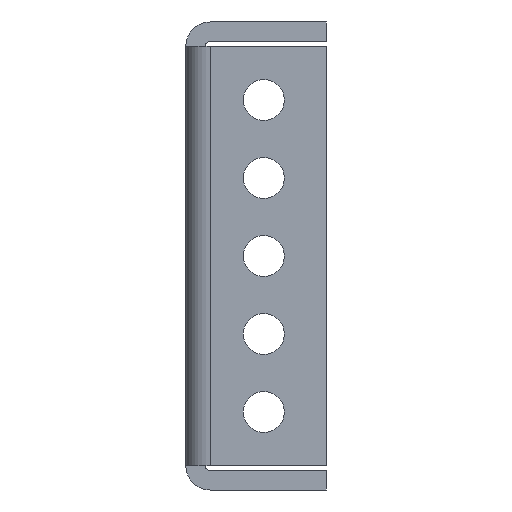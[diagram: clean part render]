
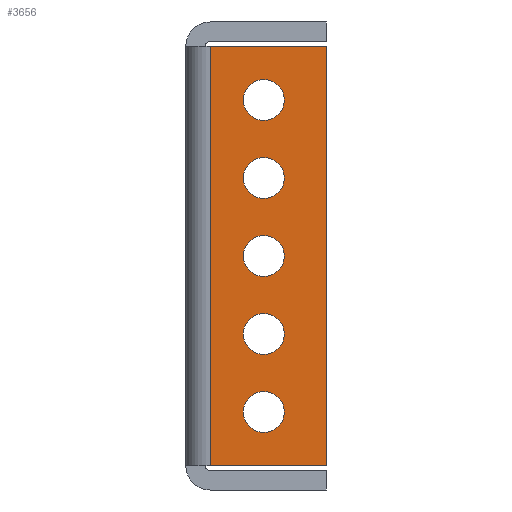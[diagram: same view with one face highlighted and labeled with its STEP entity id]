
A CAD part, left-side view. The second image highlights one B-rep face of the part: STEP entity #3656.
In plain terms, the highlighted planar face has unit normal (-1, 0, 0).
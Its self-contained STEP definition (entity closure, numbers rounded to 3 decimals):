
#56 = CARTESIAN_POINT ( 'NONE',  ( -59.754, -8., -11.4 ) ) ;
#57 = CIRCLE ( 'NONE', #1557, 2.1 ) ;
#78 = DIRECTION ( 'NONE',  ( -1., 0., 0. ) ) ;
#207 = CARTESIAN_POINT ( 'NONE',  ( -59.754, -8., -35.4 ) ) ;
#240 = DIRECTION ( 'NONE',  ( 0., 0., 1. ) ) ;
#256 = CARTESIAN_POINT ( 'NONE',  ( -59.754, 0., 0. ) ) ;
#292 = EDGE_CURVE ( 'NONE', #1779, #755, #1147, .T. ) ;
#312 = CARTESIAN_POINT ( 'NONE',  ( -59.754, -8., -29.5 ) ) ;
#313 = LINE ( 'NONE', #4211, #3396 ) ;
#339 = DIRECTION ( 'NONE',  ( 0., 0., 1. ) ) ;
#477 = CARTESIAN_POINT ( 'NONE',  ( -59.754, -8., -23.6 ) ) ;
#572 = FACE_BOUND ( 'NONE', #1041, .T. ) ;
#578 = ORIENTED_EDGE ( 'NONE', *, *, #1602, .F. ) ;
#597 = CIRCLE ( 'NONE', #3524, 2.1 ) ;
#603 = EDGE_LOOP ( 'NONE', ( #1513, #2502 ) ) ;
#605 = ORIENTED_EDGE ( 'NONE', *, *, #737, .F. ) ;
#673 = EDGE_CURVE ( 'NONE', #2185, #783, #1386, .T. ) ;
#703 = VERTEX_POINT ( 'NONE', #3702 ) ;
#719 = CARTESIAN_POINT ( 'NONE',  ( -59.754, -8., -29.5 ) ) ;
#737 = EDGE_CURVE ( 'NONE', #755, #1779, #597, .T. ) ;
#746 = EDGE_CURVE ( 'NONE', #1688, #703, #2641, .T. ) ;
#755 = VERTEX_POINT ( 'NONE', #56 ) ;
#783 = VERTEX_POINT ( 'NONE', #207 ) ;
#809 = VECTOR ( 'NONE', #339, 1000. ) ;
#819 = DIRECTION ( 'NONE',  ( -1., 0., 0. ) ) ;
#894 = FACE_BOUND ( 'NONE', #2989, .T. ) ;
#895 = CARTESIAN_POINT ( 'NONE',  ( -59.754, -2.5, -43. ) ) ;
#914 = DIRECTION ( 'NONE',  ( 0., 0., 1. ) ) ;
#956 = FACE_BOUND ( 'NONE', #2590, .T. ) ;
#994 = AXIS2_PLACEMENT_3D ( 'NONE', #3831, #1256, #1564 ) ;
#1041 = EDGE_LOOP ( 'NONE', ( #3607, #1610 ) ) ;
#1095 = CARTESIAN_POINT ( 'NONE',  ( -59.754, -8., -3.4 ) ) ;
#1120 = CARTESIAN_POINT ( 'NONE',  ( -59.754, 0., 0. ) ) ;
#1125 = DIRECTION ( 'NONE',  ( -1., 0., 0. ) ) ;
#1147 = CIRCLE ( 'NONE', #4141, 2.1 ) ;
#1172 = ORIENTED_EDGE ( 'NONE', *, *, #2470, .T. ) ;
#1214 = ORIENTED_EDGE ( 'NONE', *, *, #1583, .T. ) ;
#1256 = DIRECTION ( 'NONE',  ( -1., 0., 0. ) ) ;
#1265 = EDGE_CURVE ( 'NONE', #3696, #3719, #3394, .T. ) ;
#1287 = DIRECTION ( 'NONE',  ( 0., 0., 1. ) ) ;
#1327 = CARTESIAN_POINT ( 'NONE',  ( -59.754, -8., -37.5 ) ) ;
#1330 = EDGE_LOOP ( 'NONE', ( #3208, #578 ) ) ;
#1356 = ORIENTED_EDGE ( 'NONE', *, *, #1578, .T. ) ;
#1372 = CIRCLE ( 'NONE', #3352, 2.1 ) ;
#1386 = CIRCLE ( 'NONE', #3225, 2.1 ) ;
#1513 = ORIENTED_EDGE ( 'NONE', *, *, #3978, .F. ) ;
#1544 = AXIS2_PLACEMENT_3D ( 'NONE', #3357, #2389, #2260 ) ;
#1557 = AXIS2_PLACEMENT_3D ( 'NONE', #1572, #3899, #1287 ) ;
#1564 = DIRECTION ( 'NONE',  ( 0., 0., 1. ) ) ;
#1571 = DIRECTION ( 'NONE',  ( 0., 0., 1. ) ) ;
#1572 = CARTESIAN_POINT ( 'NONE',  ( -59.754, -8., -21.5 ) ) ;
#1578 = EDGE_CURVE ( 'NONE', #1973, #3696, #313, .T. ) ;
#1583 = EDGE_CURVE ( 'NONE', #3719, #1642, #3182, .T. ) ;
#1602 = EDGE_CURVE ( 'NONE', #3543, #3326, #57, .T. ) ;
#1610 = ORIENTED_EDGE ( 'NONE', *, *, #746, .F. ) ;
#1614 = DIRECTION ( 'NONE',  ( 0., 0., -1. ) ) ;
#1620 = FACE_OUTER_BOUND ( 'NONE', #2618, .T. ) ;
#1635 = CARTESIAN_POINT ( 'NONE',  ( -59.754, -14.4, 0. ) ) ;
#1642 = VERTEX_POINT ( 'NONE', #4190 ) ;
#1647 = CARTESIAN_POINT ( 'NONE',  ( -59.754, -8., -39.6 ) ) ;
#1670 = ORIENTED_EDGE ( 'NONE', *, *, #292, .F. ) ;
#1672 = CARTESIAN_POINT ( 'NONE',  ( -59.754, -8., -15.6 ) ) ;
#1688 = VERTEX_POINT ( 'NONE', #1763 ) ;
#1700 = VERTEX_POINT ( 'NONE', #1095 ) ;
#1763 = CARTESIAN_POINT ( 'NONE',  ( -59.754, -8., -31.6 ) ) ;
#1768 = DIRECTION ( 'NONE',  ( -1., 0., 0. ) ) ;
#1779 = VERTEX_POINT ( 'NONE', #1672 ) ;
#1780 = CARTESIAN_POINT ( 'NONE',  ( -59.754, -14.4, -43. ) ) ;
#1801 = CARTESIAN_POINT ( 'NONE',  ( -59.754, -8., -37.5 ) ) ;
#1852 = DIRECTION ( 'NONE',  ( -1., 0., 0. ) ) ;
#1879 = PLANE ( 'NONE',  #3125 ) ;
#1895 = VECTOR ( 'NONE', #4062, 1000. ) ;
#1973 = VERTEX_POINT ( 'NONE', #2074 ) ;
#2000 = CARTESIAN_POINT ( 'NONE',  ( -59.754, -8., -13.5 ) ) ;
#2074 = CARTESIAN_POINT ( 'NONE',  ( -59.754, -2.5, 0. ) ) ;
#2098 = AXIS2_PLACEMENT_3D ( 'NONE', #719, #78, #2406 ) ;
#2123 = EDGE_CURVE ( 'NONE', #3326, #3543, #3449, .T. ) ;
#2135 = ORIENTED_EDGE ( 'NONE', *, *, #3082, .F. ) ;
#2185 = VERTEX_POINT ( 'NONE', #1647 ) ;
#2193 = ORIENTED_EDGE ( 'NONE', *, *, #1265, .T. ) ;
#2216 = EDGE_CURVE ( 'NONE', #4050, #1700, #2831, .T. ) ;
#2260 = DIRECTION ( 'NONE',  ( 0., 0., 1. ) ) ;
#2364 = AXIS2_PLACEMENT_3D ( 'NONE', #3706, #3045, #3428 ) ;
#2389 = DIRECTION ( 'NONE',  ( -1., 0., 0. ) ) ;
#2406 = DIRECTION ( 'NONE',  ( 0., 0., 1. ) ) ;
#2433 = DIRECTION ( 'NONE',  ( 0., 0., 1. ) ) ;
#2470 = EDGE_CURVE ( 'NONE', #1642, #1973, #2471, .T. ) ;
#2471 = LINE ( 'NONE', #1120, #1895 ) ;
#2502 = ORIENTED_EDGE ( 'NONE', *, *, #2216, .F. ) ;
#2521 = FACE_BOUND ( 'NONE', #603, .T. ) ;
#2542 = CARTESIAN_POINT ( 'NONE',  ( -59.754, -8., -19.4 ) ) ;
#2558 = DIRECTION ( 'NONE',  ( 1., 0., 0. ) ) ;
#2590 = EDGE_LOOP ( 'NONE', ( #2135, #2627 ) ) ;
#2599 = EDGE_CURVE ( 'NONE', #703, #1688, #2837, .T. ) ;
#2618 = EDGE_LOOP ( 'NONE', ( #1172, #1356, #2193, #1214 ) ) ;
#2627 = ORIENTED_EDGE ( 'NONE', *, *, #673, .F. ) ;
#2641 = CIRCLE ( 'NONE', #2098, 2.1 ) ;
#2829 = CIRCLE ( 'NONE', #2364, 2.1 ) ;
#2831 = CIRCLE ( 'NONE', #1544, 2.1 ) ;
#2837 = CIRCLE ( 'NONE', #3382, 2.1 ) ;
#2989 = EDGE_LOOP ( 'NONE', ( #605, #1670 ) ) ;
#3025 = VECTOR ( 'NONE', #3778, 1000. ) ;
#3045 = DIRECTION ( 'NONE',  ( -1., 0., 0. ) ) ;
#3082 = EDGE_CURVE ( 'NONE', #783, #2185, #1372, .T. ) ;
#3125 = AXIS2_PLACEMENT_3D ( 'NONE', #256, #2558, #914 ) ;
#3182 = LINE ( 'NONE', #1635, #809 ) ;
#3208 = ORIENTED_EDGE ( 'NONE', *, *, #2123, .F. ) ;
#3225 = AXIS2_PLACEMENT_3D ( 'NONE', #1327, #1768, #3381 ) ;
#3290 = DIRECTION ( 'NONE',  ( 0., 0., 1. ) ) ;
#3326 = VERTEX_POINT ( 'NONE', #2542 ) ;
#3352 = AXIS2_PLACEMENT_3D ( 'NONE', #1801, #819, #240 ) ;
#3357 = CARTESIAN_POINT ( 'NONE',  ( -59.754, -8., -5.5 ) ) ;
#3381 = DIRECTION ( 'NONE',  ( 0., 0., 1. ) ) ;
#3382 = AXIS2_PLACEMENT_3D ( 'NONE', #312, #1852, #1571 ) ;
#3394 = LINE ( 'NONE', #1780, #3025 ) ;
#3396 = VECTOR ( 'NONE', #1614, 1000. ) ;
#3428 = DIRECTION ( 'NONE',  ( 0., 0., 1. ) ) ;
#3449 = CIRCLE ( 'NONE', #994, 2.1 ) ;
#3511 = CARTESIAN_POINT ( 'NONE',  ( -59.754, -14.4, -43. ) ) ;
#3524 = AXIS2_PLACEMENT_3D ( 'NONE', #2000, #3633, #3290 ) ;
#3543 = VERTEX_POINT ( 'NONE', #477 ) ;
#3607 = ORIENTED_EDGE ( 'NONE', *, *, #2599, .F. ) ;
#3633 = DIRECTION ( 'NONE',  ( -1., 0., 0. ) ) ;
#3656 = ADVANCED_FACE ( 'NONE', ( #2521, #894, #3823, #572, #956, #1620 ), #1879, .F. ) ;
#3684 = CARTESIAN_POINT ( 'NONE',  ( -59.754, -8., -13.5 ) ) ;
#3696 = VERTEX_POINT ( 'NONE', #895 ) ;
#3702 = CARTESIAN_POINT ( 'NONE',  ( -59.754, -8., -27.4 ) ) ;
#3706 = CARTESIAN_POINT ( 'NONE',  ( -59.754, -8., -5.5 ) ) ;
#3719 = VERTEX_POINT ( 'NONE', #3511 ) ;
#3730 = CARTESIAN_POINT ( 'NONE',  ( -59.754, -8., -7.6 ) ) ;
#3778 = DIRECTION ( 'NONE',  ( 0., -1., 0. ) ) ;
#3823 = FACE_BOUND ( 'NONE', #1330, .T. ) ;
#3831 = CARTESIAN_POINT ( 'NONE',  ( -59.754, -8., -21.5 ) ) ;
#3899 = DIRECTION ( 'NONE',  ( -1., 0., 0. ) ) ;
#3978 = EDGE_CURVE ( 'NONE', #1700, #4050, #2829, .T. ) ;
#4050 = VERTEX_POINT ( 'NONE', #3730 ) ;
#4062 = DIRECTION ( 'NONE',  ( 0., 1., 0. ) ) ;
#4141 = AXIS2_PLACEMENT_3D ( 'NONE', #3684, #1125, #2433 ) ;
#4190 = CARTESIAN_POINT ( 'NONE',  ( -59.754, -14.4, 0. ) ) ;
#4211 = CARTESIAN_POINT ( 'NONE',  ( -59.754, -2.5, -43. ) ) ;
